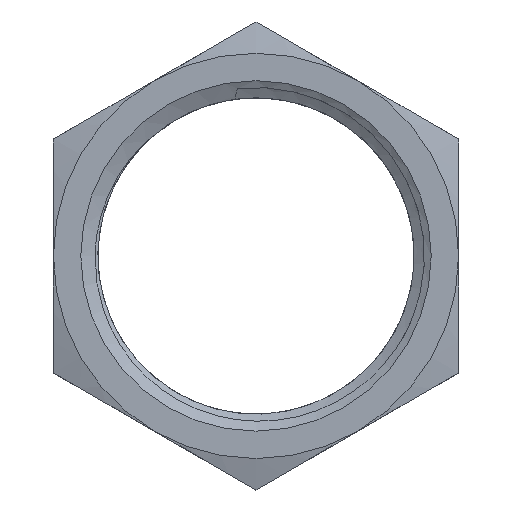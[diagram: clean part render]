
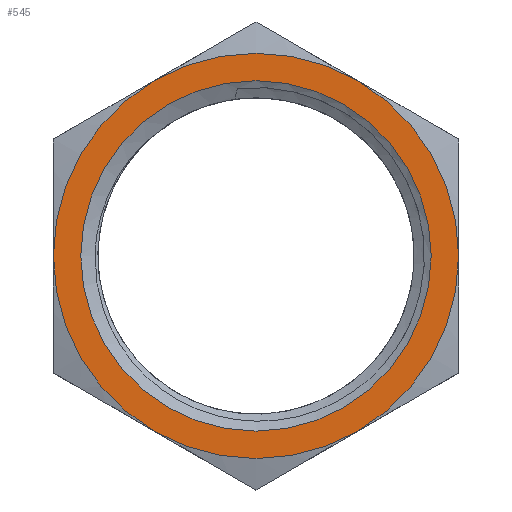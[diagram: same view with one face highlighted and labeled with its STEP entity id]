
A CAD part, top view. The second image highlights one B-rep face of the part: STEP entity #545.
In plain terms, the highlighted planar face has unit normal (0, 0, 1).
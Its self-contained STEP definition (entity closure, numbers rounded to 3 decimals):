
#75=PLANE('',#609);
#108=FACE_BOUND('',#175,.T.);
#139=FACE_OUTER_BOUND('',#174,.T.);
#174=EDGE_LOOP('',(#491,#492,#493,#494,#495,#496));
#175=EDGE_LOOP('',(#497));
#190=CIRCLE('',#564,12.971);
#203=CIRCLE('',#598,15.);
#204=CIRCLE('',#600,15.);
#205=CIRCLE('',#602,15.);
#206=CIRCLE('',#604,15.);
#207=CIRCLE('',#606,15.);
#208=CIRCLE('',#608,15.);
#218=VERTEX_POINT('',#818);
#225=VERTEX_POINT('',#1336);
#239=VERTEX_POINT('',#1381);
#251=VERTEX_POINT('',#1424);
#258=VERTEX_POINT('',#1451);
#259=VERTEX_POINT('',#1471);
#260=VERTEX_POINT('',#1479);
#270=EDGE_CURVE('',#218,#218,#190,.T.);
#335=EDGE_CURVE('',#260,#225,#203,.T.);
#336=EDGE_CURVE('',#239,#260,#204,.T.);
#337=EDGE_CURVE('',#225,#258,#205,.T.);
#338=EDGE_CURVE('',#259,#239,#206,.T.);
#339=EDGE_CURVE('',#258,#251,#207,.T.);
#340=EDGE_CURVE('',#251,#259,#208,.T.);
#491=ORIENTED_EDGE('',*,*,#340,.F.);
#492=ORIENTED_EDGE('',*,*,#339,.F.);
#493=ORIENTED_EDGE('',*,*,#337,.F.);
#494=ORIENTED_EDGE('',*,*,#335,.F.);
#495=ORIENTED_EDGE('',*,*,#336,.F.);
#496=ORIENTED_EDGE('',*,*,#338,.F.);
#497=ORIENTED_EDGE('',*,*,#270,.T.);
#545=ADVANCED_FACE('',(#139,#108),#75,.T.);
#564=AXIS2_PLACEMENT_3D('',#819,#631,#632);
#598=AXIS2_PLACEMENT_3D('',#1487,#723,#724);
#600=AXIS2_PLACEMENT_3D('',#1489,#727,#728);
#602=AXIS2_PLACEMENT_3D('',#1491,#731,#732);
#604=AXIS2_PLACEMENT_3D('',#1493,#735,#736);
#606=AXIS2_PLACEMENT_3D('',#1495,#739,#740);
#608=AXIS2_PLACEMENT_3D('',#1497,#743,#744);
#609=AXIS2_PLACEMENT_3D('',#1498,#745,#746);
#631=DIRECTION('center_axis',(0.,0.,-1.));
#632=DIRECTION('ref_axis',(-1.,0.,0.));
#723=DIRECTION('center_axis',(0.,0.,-1.));
#724=DIRECTION('ref_axis',(1.,0.,0.));
#727=DIRECTION('center_axis',(0.,0.,-1.));
#728=DIRECTION('ref_axis',(1.,0.,0.));
#731=DIRECTION('center_axis',(0.,0.,-1.));
#732=DIRECTION('ref_axis',(1.,0.,0.));
#735=DIRECTION('center_axis',(0.,0.,-1.));
#736=DIRECTION('ref_axis',(1.,0.,0.));
#739=DIRECTION('center_axis',(0.,0.,-1.));
#740=DIRECTION('ref_axis',(1.,0.,0.));
#743=DIRECTION('center_axis',(0.,0.,-1.));
#744=DIRECTION('ref_axis',(1.,0.,0.));
#745=DIRECTION('center_axis',(0.,0.,1.));
#746=DIRECTION('ref_axis',(1.,0.,0.));
#818=CARTESIAN_POINT('',(-12.971,0.,5.44));
#819=CARTESIAN_POINT('Origin',(0.,0.,5.44));
#1336=CARTESIAN_POINT('',(7.5,-12.99,5.44));
#1381=CARTESIAN_POINT('',(7.5,12.99,5.44));
#1424=CARTESIAN_POINT('',(-15.,0.,5.44));
#1451=CARTESIAN_POINT('',(-7.5,-12.99,5.44));
#1471=CARTESIAN_POINT('',(-7.5,12.99,5.44));
#1479=CARTESIAN_POINT('',(15.,0.,5.44));
#1487=CARTESIAN_POINT('Origin',(0.,0.,5.44));
#1489=CARTESIAN_POINT('Origin',(0.,0.,5.44));
#1491=CARTESIAN_POINT('Origin',(0.,0.,5.44));
#1493=CARTESIAN_POINT('Origin',(0.,0.,5.44));
#1495=CARTESIAN_POINT('Origin',(0.,0.,5.44));
#1497=CARTESIAN_POINT('Origin',(0.,0.,5.44));
#1498=CARTESIAN_POINT('Origin',(7.839,-13.577,5.44));
